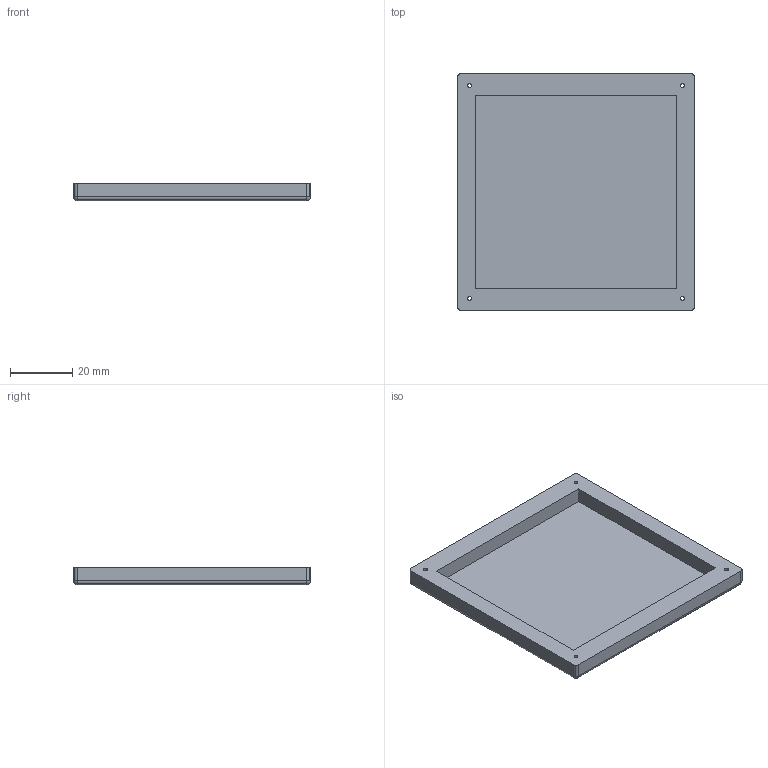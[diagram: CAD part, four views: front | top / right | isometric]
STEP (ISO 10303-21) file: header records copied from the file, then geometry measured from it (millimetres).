
FILE_DESCRIPTION(('STEP AP214'),'1');
FILE_NAME('neoCover.stp','2025-01-08T19:34:51',('E212010'),(' '),'Spatial InterOp 3D','CST ACIS InterOp Converter 2016',' ');
FILE_SCHEMA(('AUTOMOTIVE_DESIGN { 1 0 10303 214 1 1 1 1 }'));
Length unit declared in the file: inch
Products named in the file (1): component1|cover
Bounding box: 76.2 x 76.2 x 5.71 mm (x, y, z)
Volume: 13079.1 mm3; surface area: 14513 mm2
Topology: 1 solids, 1 shells, 39 faces, 100 edges, 60 vertices
Faces by surface type: cylinder 24, plane 11, sphere 4
Entity records: 1203 total; most frequent: DIRECTION 224, CARTESIAN_POINT 196, ORIENTED_EDGE 192, EDGE_CURVE 96, AXIS2_PLACEMENT_3D 88, VERTEX_POINT 60, EDGE_LOOP 48, LINE 48
